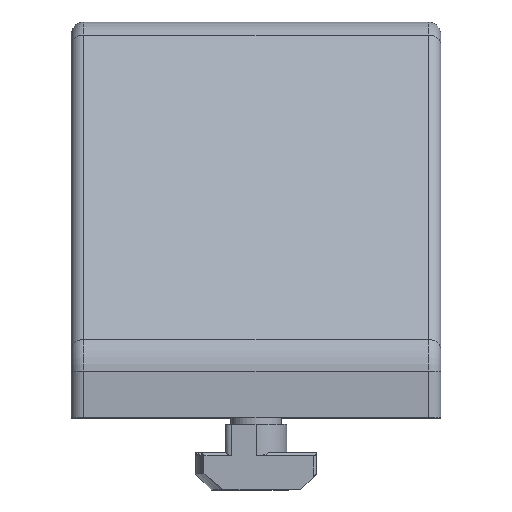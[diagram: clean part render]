
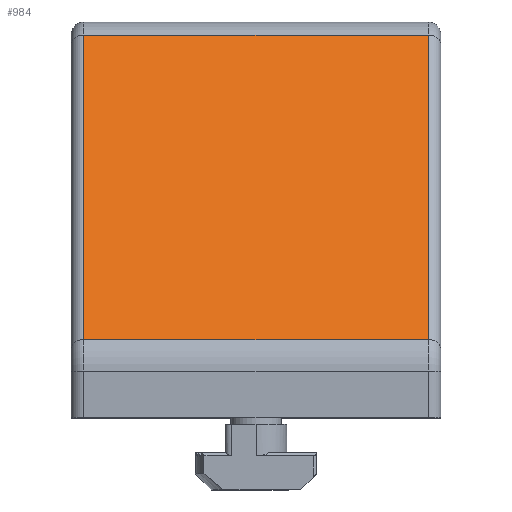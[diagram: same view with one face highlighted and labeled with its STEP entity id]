
A CAD part, top view. The second image highlights one B-rep face of the part: STEP entity #984.
In plain terms, the highlighted face is planar.
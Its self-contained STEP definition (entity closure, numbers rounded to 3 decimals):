
#984=ADVANCED_FACE('',(#1199),#1200,.T.);
#1199=FACE_OUTER_BOUND('',#1649,.T.);
#1200=PLANE('',#1650);
#1649=EDGE_LOOP('',(#2135,#2136,#2137,#2138));
#1650=AXIS2_PLACEMENT_3D('',#2139,#2140,#2141);
#2135=ORIENTED_EDGE('',*,*,#3909,.T.);
#2136=ORIENTED_EDGE('',*,*,#3910,.T.);
#2137=ORIENTED_EDGE('',*,*,#3911,.T.);
#2138=ORIENTED_EDGE('',*,*,#3912,.T.);
#2139=CARTESIAN_POINT('',(62.2,10.209,-29.0));
#2140=DIRECTION('',(0.707,0.707,0.0));
#2141=DIRECTION('',(-0.707,0.707,0.0));
#3909=EDGE_CURVE('',#4499,#4495,#4500,.T.);
#3910=EDGE_CURVE('',#4495,#4501,#4502,.F.);
#3911=EDGE_CURVE('',#4501,#4503,#4504,.F.);
#3912=EDGE_CURVE('',#4503,#4499,#4505,.T.);
#4495=VERTEX_POINT('',#5464);
#4499=VERTEX_POINT('',#5468);
#4500=LINE('',#5469,#5470);
#4501=VERTEX_POINT('',#5471);
#4502=LINE('',#5472,#5473);
#4503=VERTEX_POINT('',#5474);
#4504=LINE('',#5475,#5476);
#4505=LINE('',#5477,#5478);
#5464=CARTESIAN_POINT('',(12.26,60.15,27.0));
#5468=CARTESIAN_POINT('',(12.26,60.15,-27.0));
#5469=CARTESIAN_POINT('',(12.26,60.15,-29.0));
#5470=VECTOR('',#6937,1.0);
#5471=CARTESIAN_POINT('',(60.15,12.26,27.0));
#5472=CARTESIAN_POINT('',(60.15,12.26,27.0));
#5473=VECTOR('',#6938,1.0);
#5474=CARTESIAN_POINT('',(60.15,12.26,-27.0));
#5475=CARTESIAN_POINT('',(60.15,12.26,-29.0));
#5476=VECTOR('',#6939,1.0);
#5477=CARTESIAN_POINT('',(62.2,10.209,-27.0));
#5478=VECTOR('',#6940,1.0);
#6937=DIRECTION('',(0.0,0.0,1.0));
#6938=DIRECTION('',(-0.707,0.707,0.0));
#6939=DIRECTION('',(0.0,0.0,1.0));
#6940=DIRECTION('',(-0.707,0.707,0.0));
